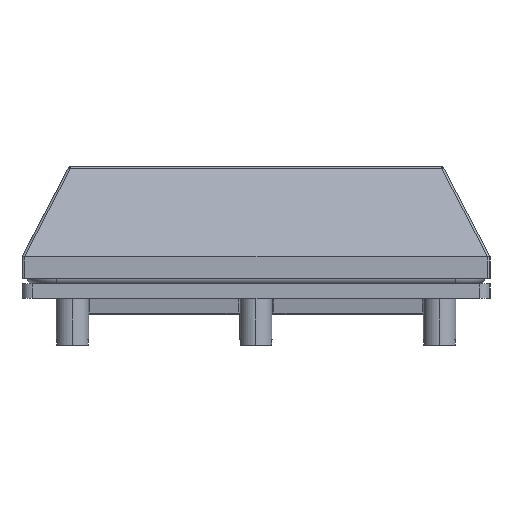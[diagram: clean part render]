
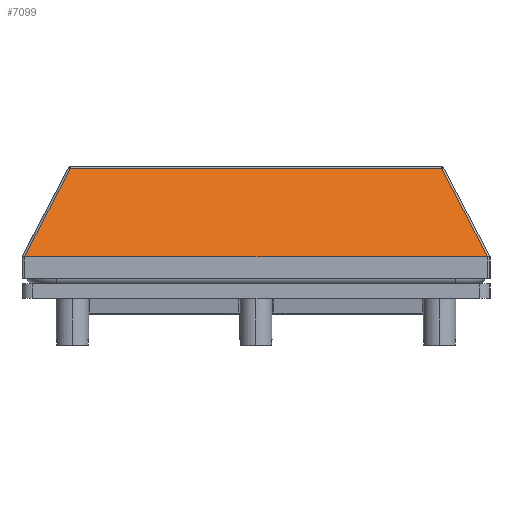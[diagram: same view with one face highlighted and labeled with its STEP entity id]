
A CAD part, left-side view. The second image highlights one B-rep face of the part: STEP entity #7099.
In plain terms, the highlighted planar face has unit normal (-0.922, 0, 0.387).
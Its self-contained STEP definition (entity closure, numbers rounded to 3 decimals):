
#3157=CARTESIAN_POINT('',(-115.0,64.25,-9.5));
#3158=VERTEX_POINT('',#3157);
#3165=CARTESIAN_POINT('',(-114.998,64.303,-9.495));
#3166=VERTEX_POINT('',#3165);
#3167=CARTESIAN_POINT('',(-114.25,64.25,-7.714));
#3168=DIRECTION('',(0.922,0.0,-0.387));
#3169=DIRECTION('',(-0.387,0.,-0.922));
#3170=AXIS2_PLACEMENT_3D('',#3167,#3168,#3169);
#3171=ELLIPSE('',#3170,1.937,0.75);
#3172=EDGE_CURVE('',#3158,#3166,#3171,.T.);
#3268=CARTESIAN_POINT('',(-104.693,51.545,15.04));
#3269=VERTEX_POINT('',#3268);
#3270=CARTESIAN_POINT('',(-114.998,64.303,-9.495));
#3271=DIRECTION('',(0.349,-0.432,0.831));
#3272=VECTOR('',#3271,29.513);
#3273=LINE('',#3270,#3272);
#3274=EDGE_CURVE('',#3166,#3269,#3273,.T.);
#3765=CARTESIAN_POINT('',(-114.998,-64.303,-9.495));
#3766=VERTEX_POINT('',#3765);
#3767=CARTESIAN_POINT('',(-115.0,-64.25,-9.5));
#3768=VERTEX_POINT('',#3767);
#3769=CARTESIAN_POINT('',(-114.25,-64.25,-7.714));
#3770=DIRECTION('',(0.922,0.0,-0.387));
#3771=DIRECTION('',(-0.387,0.,-0.922));
#3772=AXIS2_PLACEMENT_3D('',#3769,#3770,#3771);
#3773=ELLIPSE('',#3772,1.937,0.75);
#3774=EDGE_CURVE('',#3766,#3768,#3773,.T.);
#3848=CARTESIAN_POINT('',(-115.0,64.25,-9.5));
#3849=DIRECTION('',(0.0,-1.0,0.0));
#3850=VECTOR('',#3849,128.5);
#3851=LINE('',#3848,#3850);
#3852=EDGE_CURVE('',#3158,#3768,#3851,.T.);
#6900=CARTESIAN_POINT('',(-104.693,-51.545,15.04));
#6901=VERTEX_POINT('',#6900);
#7039=CARTESIAN_POINT('',(-104.693,51.545,15.04));
#7040=DIRECTION('',(0.0,-1.0,0.0));
#7041=VECTOR('',#7040,103.089);
#7042=LINE('',#7039,#7041);
#7043=EDGE_CURVE('',#3269,#6901,#7042,.T.);
#7063=CARTESIAN_POINT('',(-104.693,-51.545,15.04));
#7064=DIRECTION('',(-0.349,-0.432,-0.831));
#7065=VECTOR('',#7064,29.513);
#7066=LINE('',#7063,#7065);
#7067=EDGE_CURVE('',#6901,#3766,#7066,.T.);
#7086=CARTESIAN_POINT('',(-109.75,0.0,3.0));
#7087=DIRECTION('',(-0.922,0.0,0.387));
#7088=DIRECTION('',(0.387,0.0,0.922));
#7089=AXIS2_PLACEMENT_3D('',#7086,#7087,#7088);
#7090=PLANE('',#7089);
#7091=ORIENTED_EDGE('',*,*,#3172,.F.);
#7092=ORIENTED_EDGE('',*,*,#3852,.T.);
#7093=ORIENTED_EDGE('',*,*,#3774,.F.);
#7094=ORIENTED_EDGE('',*,*,#7067,.F.);
#7095=ORIENTED_EDGE('',*,*,#7043,.F.);
#7096=ORIENTED_EDGE('',*,*,#3274,.F.);
#7097=EDGE_LOOP('',(#7091,#7092,#7093,#7094,#7095,#7096));
#7098=FACE_OUTER_BOUND('',#7097,.T.);
#7099=ADVANCED_FACE('',(#7098),#7090,.T.);
